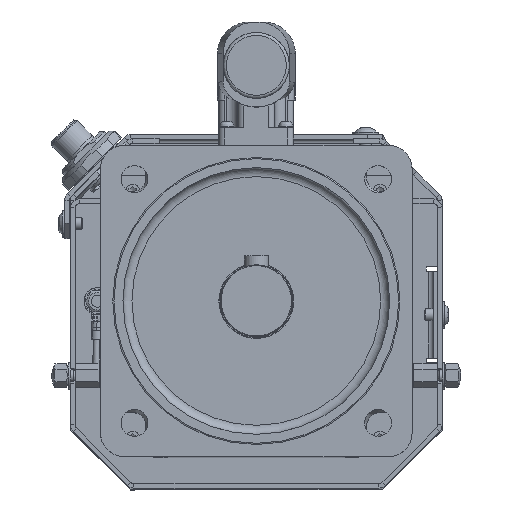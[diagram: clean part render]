
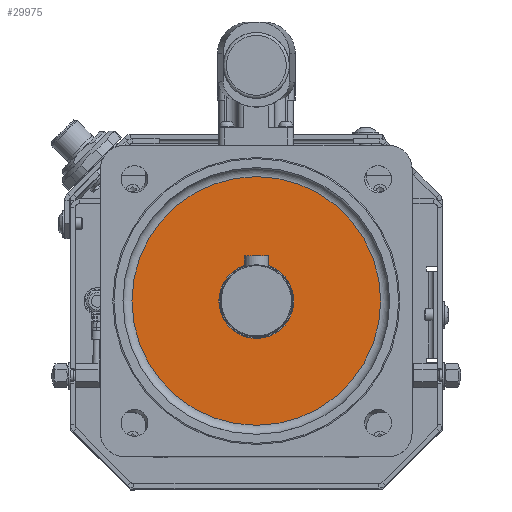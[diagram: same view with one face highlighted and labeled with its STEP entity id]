
A CAD part, top view. The second image highlights one B-rep face of the part: STEP entity #29975.
In plain terms, the highlighted planar face has unit normal (0, 0, 1).
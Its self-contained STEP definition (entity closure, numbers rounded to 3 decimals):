
#2325=FACE_BOUND('',#5591,.T.);
#2843=PLANE('',#31867);
#3831=FACE_OUTER_BOUND('',#5590,.T.);
#5590=EDGE_LOOP('',(#22213));
#5591=EDGE_LOOP('',(#22214));
#7526=CIRCLE('',#31868,41.5);
#7527=CIRCLE('',#31869,12.5);
#14027=VERTEX_POINT('',#44741);
#14028=VERTEX_POINT('',#44743);
#17156=EDGE_CURVE('',#14027,#14027,#7526,.T.);
#17157=EDGE_CURVE('',#14028,#14028,#7527,.T.);
#22213=ORIENTED_EDGE('',*,*,#17156,.F.);
#22214=ORIENTED_EDGE('',*,*,#17157,.T.);
#29975=ADVANCED_FACE('',(#3831,#2325),#2843,.F.);
#31867=AXIS2_PLACEMENT_3D('',#44740,#35655,#35656);
#31868=AXIS2_PLACEMENT_3D('',#44742,#35657,#35658);
#31869=AXIS2_PLACEMENT_3D('',#44744,#35659,#35660);
#35655=DIRECTION('center_axis',(0.,0.,
-1.));
#35656=DIRECTION('ref_axis',(-1.,0.,0.));
#35657=DIRECTION('center_axis',(0.,0.,
-1.));
#35658=DIRECTION('ref_axis',(-1.,0.,0.));
#35659=DIRECTION('center_axis',(0.,0.,
-1.));
#35660=DIRECTION('ref_axis',(0.,1.,0.));
#44740=CARTESIAN_POINT('Origin',(0.,0.,
-114.763));
#44741=CARTESIAN_POINT('',(41.5,0.,-114.763));
#44742=CARTESIAN_POINT('Origin',(0.,0.,
-114.763));
#44743=CARTESIAN_POINT('',(0.,12.5,-114.763));
#44744=CARTESIAN_POINT('Origin',(0.,0.,
-114.763));
